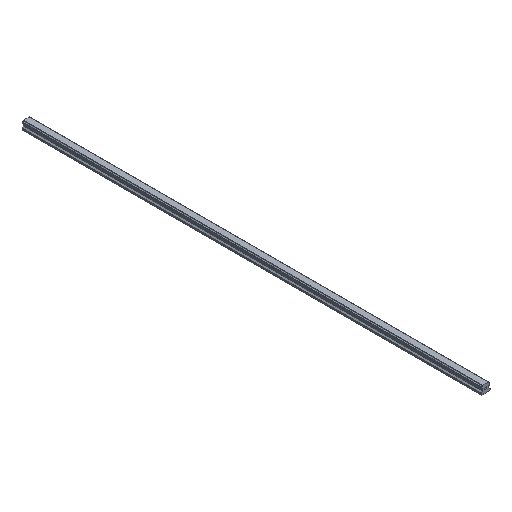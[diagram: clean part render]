
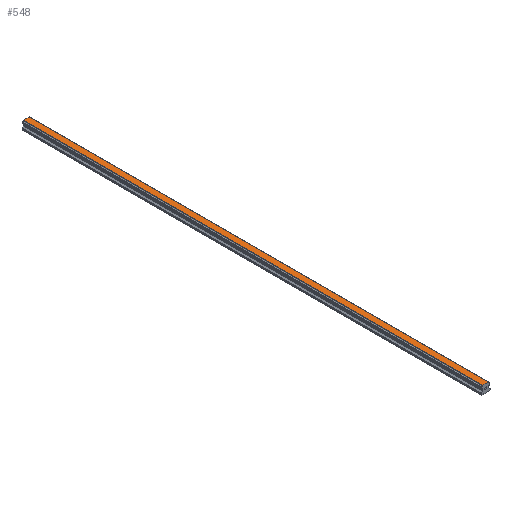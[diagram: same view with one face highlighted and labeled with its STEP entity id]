
A CAD part, isometric view. The second image highlights one B-rep face of the part: STEP entity #548.
In plain terms, the highlighted planar face has unit normal (0, 0, 1).
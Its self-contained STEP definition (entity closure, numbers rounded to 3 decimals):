
#548=ADVANCED_FACE('',(#1137),#1138,.T.);
#1137=FACE_OUTER_BOUND('',#1741,.T.);
#1138=PLANE('',#1742);
#1741=EDGE_LOOP('',(#3340,#3341,#3342,#3343));
#1742=AXIS2_PLACEMENT_3D('',#3344,#3345,#3346);
#3340=ORIENTED_EDGE('',*,*,#4009,.T.);
#3341=ORIENTED_EDGE('',*,*,#4162,.F.);
#3342=ORIENTED_EDGE('',*,*,#3873,.T.);
#3343=ORIENTED_EDGE('',*,*,#4160,.T.);
#3344=CARTESIAN_POINT('',(0.,1470.0,26.));
#3345=DIRECTION('',(0.0,0.0,1.0));
#3346=DIRECTION('',(-1.0,0.0,0.0));
#3873=EDGE_CURVE('',#4742,#4740,#4743,.T.);
#4009=EDGE_CURVE('',#4969,#4967,#4970,.T.);
#4160=EDGE_CURVE('',#4740,#4969,#5144,.T.);
#4162=EDGE_CURVE('',#4742,#4967,#5146,.T.);
#4740=VERTEX_POINT('',#5928);
#4742=VERTEX_POINT('',#5931);
#4743=LINE('',#5932,#5933);
#4967=VERTEX_POINT('',#6245);
#4969=VERTEX_POINT('',#6248);
#4970=LINE('',#6249,#6250);
#5144=LINE('',#6462,#6463);
#5146=LINE('',#6465,#6466);
#5928=CARTESIAN_POINT('',(-9.342,1470.0,26.));
#5931=CARTESIAN_POINT('',(9.342,1470.0,26.));
#5932=CARTESIAN_POINT('',(9.342,1470.0,26.));
#5933=VECTOR('',#6890,1.0);
#6245=CARTESIAN_POINT('',(9.342,0.0,26.));
#6248=CARTESIAN_POINT('',(-9.342,0.0,26.));
#6249=CARTESIAN_POINT('',(9.342,0.0,26.));
#6250=VECTOR('',#7046,1.0);
#6462=CARTESIAN_POINT('',(-9.342,1470.0,26.));
#6463=VECTOR('',#7232,1.0);
#6465=CARTESIAN_POINT('',(9.342,1470.0,26.));
#6466=VECTOR('',#7233,1.0);
#6890=DIRECTION('',(-1.0,0.0,0.0));
#7046=DIRECTION('',(1.0,0.0,0.0));
#7232=DIRECTION('',(0.0,-1.0,0.0));
#7233=DIRECTION('',(0.0,-1.0,0.0));
